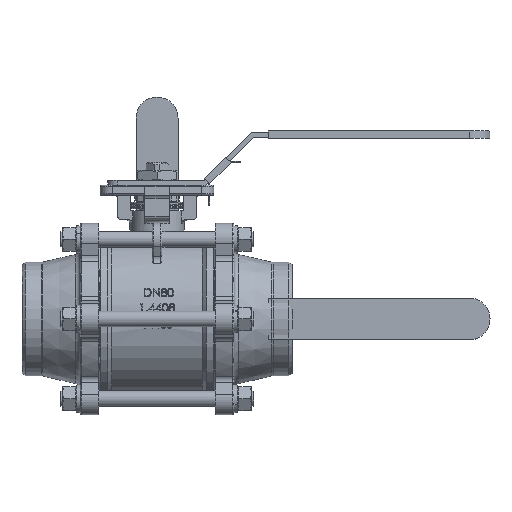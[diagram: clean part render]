
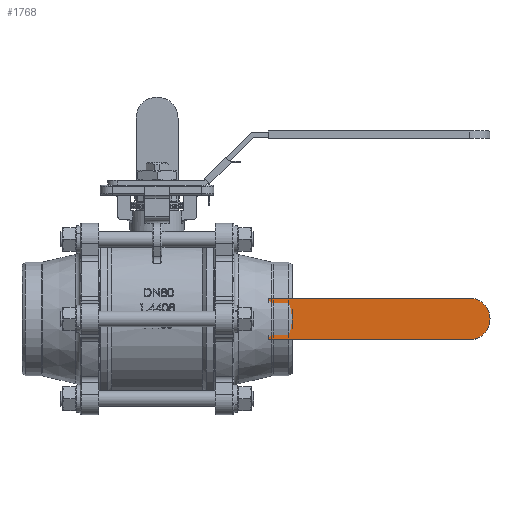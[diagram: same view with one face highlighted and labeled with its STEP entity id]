
A CAD part, top view. The second image highlights one B-rep face of the part: STEP entity #1768.
In plain terms, the highlighted planar face has unit normal (0, 0, 1).
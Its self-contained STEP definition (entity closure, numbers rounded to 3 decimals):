
#1768 = ADVANCED_FACE( '', ( #4372 ), #4373, .F. );
#4372 = FACE_OUTER_BOUND( '', #22237, .T. );
#4373 = PLANE( '', #22238 );
#22237 = EDGE_LOOP( '', ( #66291, #66292, #66293, #66294 ) );
#22238 = AXIS2_PLACEMENT_3D( '', #66295, #66296, #66297 );
#66291 = ORIENTED_EDGE( '', *, *, #74415, .T. );
#66292 = ORIENTED_EDGE( '', *, *, #73779, .T. );
#66293 = ORIENTED_EDGE( '', *, *, #74416, .T. );
#66294 = ORIENTED_EDGE( '', *, *, #74417, .F. );
#66295 = CARTESIAN_POINT( '', ( -17., 180., 3. ) );
#66296 = DIRECTION( '', ( 0., 0., -1. ) );
#66297 = DIRECTION( '', ( -1., 0., 0. ) );
#73779 = EDGE_CURVE( '', #78239, #78240, #78241, .T. );
#74415 = EDGE_CURVE( '', #79254, #78239, #79255, .F. );
#74416 = EDGE_CURVE( '', #78240, #79256, #79257, .T. );
#74417 = EDGE_CURVE( '', #79254, #79256, #79258, .T. );
#78239 = VERTEX_POINT( '', #89324 );
#78240 = VERTEX_POINT( '', #89325 );
#78241 = LINE( '', #89326, #89327 );
#79254 = VERTEX_POINT( '', #93047 );
#79255 = CIRCLE( '', #93048, 17. );
#79256 = VERTEX_POINT( '', #93049 );
#79257 = LINE( '', #93050, #93051 );
#79258 = LINE( '', #93052, #93053 );
#89324 = CARTESIAN_POINT( '', ( -17., 163., 3. ) );
#89325 = CARTESIAN_POINT( '', ( -17., 0., 3. ) );
#89326 = CARTESIAN_POINT( '', ( -17., 180., 3. ) );
#89327 = VECTOR( '', #107818, 1000. );
#93047 = CARTESIAN_POINT( '', ( 17., 163., 3. ) );
#93048 = AXIS2_PLACEMENT_3D( '', #108498, #108499, #108500 );
#93049 = CARTESIAN_POINT( '', ( 17., 0., 3. ) );
#93050 = CARTESIAN_POINT( '', ( -17., 0., 3. ) );
#93051 = VECTOR( '', #108501, 1000. );
#93052 = CARTESIAN_POINT( '', ( 17., 180., 3. ) );
#93053 = VECTOR( '', #108502, 1000. );
#107818 = DIRECTION( '', ( 0., -1., 0. ) );
#108498 = CARTESIAN_POINT( '', ( 0., 163., 3. ) );
#108499 = DIRECTION( '', ( 0., 0., -1. ) );
#108500 = DIRECTION( '', ( -1., 0., 0. ) );
#108501 = DIRECTION( '', ( 1., 0., 0. ) );
#108502 = DIRECTION( '', ( 0., -1., 0. ) );
